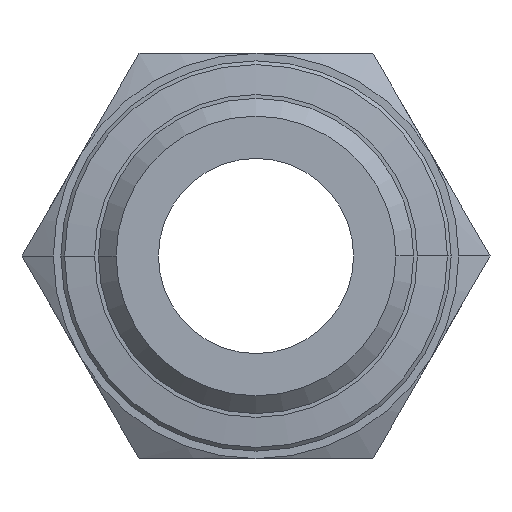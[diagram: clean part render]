
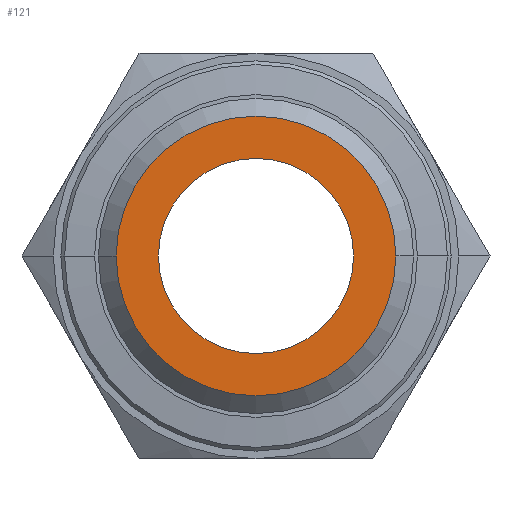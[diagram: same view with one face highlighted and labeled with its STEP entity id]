
A CAD part, front view. The second image highlights one B-rep face of the part: STEP entity #121.
In plain terms, the highlighted planar face has unit normal (0, -1, 0).
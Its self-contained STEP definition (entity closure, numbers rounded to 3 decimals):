
#121=ADVANCED_FACE('',(#286,#287),#288,.T.);
#286=FACE_BOUND('',#457,.T.);
#287=FACE_OUTER_BOUND('',#458,.T.);
#288=PLANE('',#459);
#457=EDGE_LOOP('',(#1016,#1017));
#458=EDGE_LOOP('',(#1018,#1019));
#459=AXIS2_PLACEMENT_3D('',#1020,#1021,#1022);
#1016=ORIENTED_EDGE('',*,*,#1139,.T.);
#1017=ORIENTED_EDGE('',*,*,#1138,.T.);
#1018=ORIENTED_EDGE('',*,*,#1084,.F.);
#1019=ORIENTED_EDGE('',*,*,#1231,.F.);
#1020=CARTESIAN_POINT('',(-4.658,0.0,0.0));
#1021=DIRECTION('',(0.0,-1.0,-0.0));
#1022=DIRECTION('',(1.0,0.0,0.0));
#1084=EDGE_CURVE('',#1273,#1275,#1276,.T.);
#1138=EDGE_CURVE('',#1374,#1378,#1380,.T.);
#1139=EDGE_CURVE('',#1378,#1374,#1381,.T.);
#1231=EDGE_CURVE('',#1275,#1273,#1507,.T.);
#1273=VERTEX_POINT('',#1555);
#1275=VERTEX_POINT('',#1558);
#1276=CIRCLE('',#1559,9.316);
#1374=VERTEX_POINT('',#1768);
#1378=VERTEX_POINT('',#1773);
#1380=CIRCLE('',#1776,6.5);
#1381=CIRCLE('',#1777,6.5);
#1507=CIRCLE('',#2355,9.316);
#1555=CARTESIAN_POINT('',(-9.316,0.0,0.0));
#1558=CARTESIAN_POINT('',(9.316,0.0,0.));
#1559=AXIS2_PLACEMENT_3D('',#2414,#2415,#2416);
#1768=CARTESIAN_POINT('',(6.5,0.0,0.));
#1773=CARTESIAN_POINT('',(-6.5,0.0,0.));
#1776=AXIS2_PLACEMENT_3D('',#2502,#2503,#2504);
#1777=AXIS2_PLACEMENT_3D('',#2505,#2506,#2507);
#2355=AXIS2_PLACEMENT_3D('',#2637,#2638,#2639);
#2414=CARTESIAN_POINT('',(0.0,0.0,0.0));
#2415=DIRECTION('',(0.0,1.0,0.0));
#2416=DIRECTION('',(-1.0,0.0,0.0));
#2502=CARTESIAN_POINT('',(0.0,0.0,0.0));
#2503=DIRECTION('',(-0.0,1.0,0.0));
#2504=DIRECTION('',(1.0,0.0,0.0));
#2505=CARTESIAN_POINT('',(0.0,0.0,0.0));
#2506=DIRECTION('',(-0.0,1.0,0.0));
#2507=DIRECTION('',(1.0,0.0,0.0));
#2637=CARTESIAN_POINT('',(0.0,0.0,0.0));
#2638=DIRECTION('',(0.0,1.0,0.0));
#2639=DIRECTION('',(-1.0,0.0,0.0));
